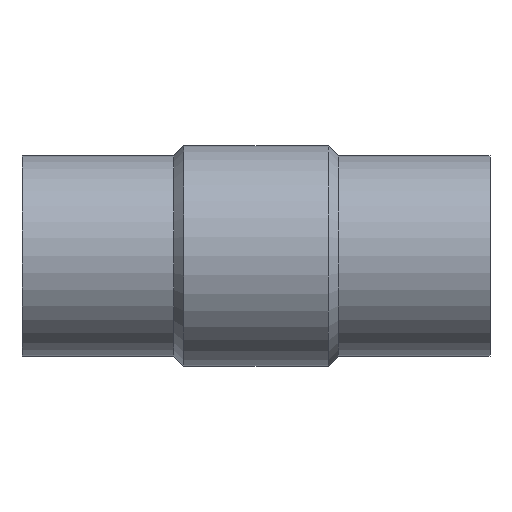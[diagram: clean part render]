
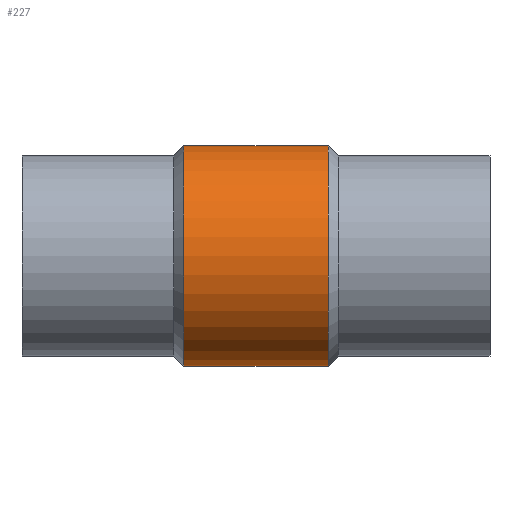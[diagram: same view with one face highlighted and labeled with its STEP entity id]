
A CAD part, top view. The second image highlights one B-rep face of the part: STEP entity #227.
In plain terms, the highlighted cylindrical face has radius 99 mm (diameter 198 mm), a full revolution.
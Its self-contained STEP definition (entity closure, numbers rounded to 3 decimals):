
#25=FACE_OUTER_BOUND('',#39,.T.);
#39=EDGE_LOOP('',(#158,#159,#160,#161,#162,#163,#164,#165,#166,#167,#168,
#169));
#58=B_SPLINE_CURVE_WITH_KNOTS('',3,(#438,#439,#440,#441),.UNSPECIFIED.,
 .F.,.F.,(4,4),(12.751,13.755),.UNSPECIFIED.);
#59=B_SPLINE_CURVE_WITH_KNOTS('',3,(#443,#444,#445,#446,#447,#448,#449,
#450,#451,#452,#453,#454,#455,#456,#457,#458,#459,#460,#461,#462,#463,#464,
#465,#466,#467,#468,#469,#470,#471,#472),.UNSPECIFIED.,.F.,.F.,(4,2,2,2,
2,2,2,2,2,2,2,2,2,2,4),(8.59,9.511,10.461,
11.411,12.364,13.317,14.269,15.222,
16.175,17.127,18.08,19.033,19.983,
20.933,21.854),.UNSPECIFIED.);
#60=B_SPLINE_CURVE_WITH_KNOTS('',3,(#474,#475,#476,#477),.UNSPECIFIED.,
 .F.,.F.,(4,4),(11.746,12.751),.UNSPECIFIED.);
#61=B_SPLINE_CURVE_WITH_KNOTS('',3,(#482,#483,#484,#485),.UNSPECIFIED.,
 .F.,.F.,(4,4),(12.751,13.755),.UNSPECIFIED.);
#62=B_SPLINE_CURVE_WITH_KNOTS('',3,(#487,#488,#489,#490,#491,#492,#493,
#494,#495,#496,#497,#498,#499,#500,#501,#502,#503,#504,#505,#506,#507,#508,
#509,#510,#511,#512,#513,#514,#515,#516,#517),.UNSPECIFIED.,.F.,.F.,(4,
2,2,2,2,2,2,3,2,2,2,2,2,2,4),(-6.632,-5.711,-4.761,
-3.811,-2.858,-1.905,-0.953,
0.,0.953,1.905,2.858,3.811,
4.761,5.711,6.632),.UNSPECIFIED.);
#63=B_SPLINE_CURVE_WITH_KNOTS('',3,(#518,#519,#520,#521),.UNSPECIFIED.,
 .F.,.F.,(4,4),(11.746,12.751),.UNSPECIFIED.);
#65=LINE('',#436,#76);
#66=LINE('',#479,#77);
#76=VECTOR('',#298,99.);
#77=VECTOR('',#299,99.);
#87=CIRCLE('',#263,99.);
#88=CIRCLE('',#264,99.);
#103=VERTEX_POINT('',#433);
#104=VERTEX_POINT('',#435);
#105=VERTEX_POINT('',#437);
#106=VERTEX_POINT('',#442);
#107=VERTEX_POINT('',#473);
#108=VERTEX_POINT('',#478);
#109=VERTEX_POINT('',#481);
#110=VERTEX_POINT('',#486);
#124=EDGE_CURVE('',#103,#103,#87,.T.);
#125=EDGE_CURVE('',#103,#104,#65,.T.);
#126=EDGE_CURVE('',#104,#105,#58,.T.);
#127=EDGE_CURVE('',#105,#106,#59,.T.);
#128=EDGE_CURVE('',#106,#107,#60,.T.);
#129=EDGE_CURVE('',#107,#108,#66,.T.);
#130=EDGE_CURVE('',#108,#108,#88,.T.);
#131=EDGE_CURVE('',#107,#109,#61,.T.);
#132=EDGE_CURVE('',#109,#110,#62,.T.);
#133=EDGE_CURVE('',#110,#104,#63,.T.);
#158=ORIENTED_EDGE('',*,*,#124,.F.);
#159=ORIENTED_EDGE('',*,*,#125,.T.);
#160=ORIENTED_EDGE('',*,*,#126,.T.);
#161=ORIENTED_EDGE('',*,*,#127,.T.);
#162=ORIENTED_EDGE('',*,*,#128,.T.);
#163=ORIENTED_EDGE('',*,*,#129,.T.);
#164=ORIENTED_EDGE('',*,*,#130,.T.);
#165=ORIENTED_EDGE('',*,*,#129,.F.);
#166=ORIENTED_EDGE('',*,*,#131,.T.);
#167=ORIENTED_EDGE('',*,*,#132,.T.);
#168=ORIENTED_EDGE('',*,*,#133,.T.);
#169=ORIENTED_EDGE('',*,*,#125,.F.);
#219=CYLINDRICAL_SURFACE('',#262,99.);
#227=ADVANCED_FACE('',(#25),#219,.T.);
#262=AXIS2_PLACEMENT_3D('',#432,#294,#295);
#263=AXIS2_PLACEMENT_3D('',#434,#296,#297);
#264=AXIS2_PLACEMENT_3D('',#480,#300,#301);
#294=DIRECTION('center_axis',(-1.,0.,0.));
#295=DIRECTION('ref_axis',(0.,0.,1.));
#296=DIRECTION('center_axis',(-1.,0.,0.));
#297=DIRECTION('ref_axis',(0.,0.,1.));
#298=DIRECTION('',(1.,0.,0.));
#299=DIRECTION('',(1.,0.,0.));
#300=DIRECTION('center_axis',(-1.,0.,0.));
#301=DIRECTION('ref_axis',(0.,0.,1.));
#432=CARTESIAN_POINT('Origin',(0.,0.,0.));
#433=CARTESIAN_POINT('',(-65.,0.,-99.));
#434=CARTESIAN_POINT('Origin',(-65.,0.,0.));
#435=CARTESIAN_POINT('',(-49.,0.,-99.));
#436=CARTESIAN_POINT('',(0.,0.,-99.));
#437=CARTESIAN_POINT('',(-48.492,-9.937,-98.5));
#438=CARTESIAN_POINT('Ctrl Pts',(-49.,0.,-99.));
#439=CARTESIAN_POINT('Ctrl Pts',(-49.,-3.348,-99.));
#440=CARTESIAN_POINT('Ctrl Pts',(-48.826,-6.666,-98.83));
#441=CARTESIAN_POINT('Ctrl Pts',(-48.492,-9.937,-98.5));
#442=CARTESIAN_POINT('',(48.492,-9.937,-98.5));
#443=CARTESIAN_POINT('Ctrl Pts',(-48.492,-9.937,-98.5));
#444=CARTESIAN_POINT('Ctrl Pts',(-47.852,-13.061,-98.185));
#445=CARTESIAN_POINT('Ctrl Pts',(-46.901,-16.149,-97.72));
#446=CARTESIAN_POINT('Ctrl Pts',(-44.395,-22.141,-96.542));
#447=CARTESIAN_POINT('Ctrl Pts',(-42.82,-25.042,-95.821));
#448=CARTESIAN_POINT('Ctrl Pts',(-39.205,-30.391,-94.261));
#449=CARTESIAN_POINT('Ctrl Pts',(-37.165,-32.838,-93.424));
#450=CARTESIAN_POINT('Ctrl Pts',(-32.832,-37.171,-91.786));
#451=CARTESIAN_POINT('Ctrl Pts',(-30.382,-39.212,-90.925));
#452=CARTESIAN_POINT('Ctrl Pts',(-25.035,-42.824,-89.281));
#453=CARTESIAN_POINT('Ctrl Pts',(-22.137,-44.396,-88.499));
#454=CARTESIAN_POINT('Ctrl Pts',(-16.063,-46.937,-87.178));
#455=CARTESIAN_POINT('Ctrl Pts',(-12.879,-47.908,-86.639));
#456=CARTESIAN_POINT('Ctrl Pts',(-6.436,-49.19,-85.918));
#457=CARTESIAN_POINT('Ctrl Pts',(-3.176,-49.5,-85.737));
#458=CARTESIAN_POINT('Ctrl Pts',(3.176,-49.5,-85.737));
#459=CARTESIAN_POINT('Ctrl Pts',(6.436,-49.19,-85.918));
#460=CARTESIAN_POINT('Ctrl Pts',(12.879,-47.908,-86.639));
#461=CARTESIAN_POINT('Ctrl Pts',(16.063,-46.937,-87.178));
#462=CARTESIAN_POINT('Ctrl Pts',(22.137,-44.396,-88.499));
#463=CARTESIAN_POINT('Ctrl Pts',(25.035,-42.824,-89.281));
#464=CARTESIAN_POINT('Ctrl Pts',(30.382,-39.212,-90.925));
#465=CARTESIAN_POINT('Ctrl Pts',(32.832,-37.171,-91.786));
#466=CARTESIAN_POINT('Ctrl Pts',(37.165,-32.838,-93.424));
#467=CARTESIAN_POINT('Ctrl Pts',(39.205,-30.391,-94.261));
#468=CARTESIAN_POINT('Ctrl Pts',(42.82,-25.042,-95.821));
#469=CARTESIAN_POINT('Ctrl Pts',(44.395,-22.141,-96.542));
#470=CARTESIAN_POINT('Ctrl Pts',(46.901,-16.149,-97.72));
#471=CARTESIAN_POINT('Ctrl Pts',(47.852,-13.061,-98.185));
#472=CARTESIAN_POINT('Ctrl Pts',(48.492,-9.937,-98.5));
#473=CARTESIAN_POINT('',(49.,0.,-99.));
#474=CARTESIAN_POINT('Ctrl Pts',(48.492,-9.937,-98.5));
#475=CARTESIAN_POINT('Ctrl Pts',(48.826,-6.666,-98.83));
#476=CARTESIAN_POINT('Ctrl Pts',(49.,-3.348,-99.));
#477=CARTESIAN_POINT('Ctrl Pts',(49.,0.,-99.));
#478=CARTESIAN_POINT('',(65.,0.,-99.));
#479=CARTESIAN_POINT('',(0.,0.,-99.));
#480=CARTESIAN_POINT('Origin',(65.,0.,0.));
#481=CARTESIAN_POINT('',(48.492,9.937,-98.5));
#482=CARTESIAN_POINT('Ctrl Pts',(49.,0.,-99.));
#483=CARTESIAN_POINT('Ctrl Pts',(49.,3.348,-99.));
#484=CARTESIAN_POINT('Ctrl Pts',(48.826,6.666,-98.83));
#485=CARTESIAN_POINT('Ctrl Pts',(48.492,9.937,-98.5));
#486=CARTESIAN_POINT('',(-48.492,9.937,-98.5));
#487=CARTESIAN_POINT('Ctrl Pts',(48.492,9.937,-98.5));
#488=CARTESIAN_POINT('Ctrl Pts',(47.852,13.061,-98.185));
#489=CARTESIAN_POINT('Ctrl Pts',(46.901,16.149,-97.72));
#490=CARTESIAN_POINT('Ctrl Pts',(44.395,22.141,-96.542));
#491=CARTESIAN_POINT('Ctrl Pts',(42.82,25.042,-95.821));
#492=CARTESIAN_POINT('Ctrl Pts',(39.205,30.391,-94.261));
#493=CARTESIAN_POINT('Ctrl Pts',(37.165,32.838,-93.424));
#494=CARTESIAN_POINT('Ctrl Pts',(32.832,37.171,-91.786));
#495=CARTESIAN_POINT('Ctrl Pts',(30.382,39.212,-90.925));
#496=CARTESIAN_POINT('Ctrl Pts',(25.035,42.824,-89.281));
#497=CARTESIAN_POINT('Ctrl Pts',(22.137,44.396,-88.499));
#498=CARTESIAN_POINT('Ctrl Pts',(16.063,46.937,-87.178));
#499=CARTESIAN_POINT('Ctrl Pts',(12.879,47.908,-86.639));
#500=CARTESIAN_POINT('Ctrl Pts',(6.436,49.19,-85.918));
#501=CARTESIAN_POINT('Ctrl Pts',(3.176,49.5,-85.737));
#502=CARTESIAN_POINT('Ctrl Pts',(0.,49.5,-85.737));
#503=CARTESIAN_POINT('Ctrl Pts',(-3.176,49.5,-85.737));
#504=CARTESIAN_POINT('Ctrl Pts',(-6.436,49.19,-85.918));
#505=CARTESIAN_POINT('Ctrl Pts',(-12.879,47.908,-86.639));
#506=CARTESIAN_POINT('Ctrl Pts',(-16.063,46.937,-87.178));
#507=CARTESIAN_POINT('Ctrl Pts',(-22.137,44.396,-88.499));
#508=CARTESIAN_POINT('Ctrl Pts',(-25.035,42.824,-89.281));
#509=CARTESIAN_POINT('Ctrl Pts',(-30.382,39.212,-90.925));
#510=CARTESIAN_POINT('Ctrl Pts',(-32.832,37.171,-91.786));
#511=CARTESIAN_POINT('Ctrl Pts',(-37.165,32.838,-93.424));
#512=CARTESIAN_POINT('Ctrl Pts',(-39.205,30.391,-94.261));
#513=CARTESIAN_POINT('Ctrl Pts',(-42.82,25.042,-95.821));
#514=CARTESIAN_POINT('Ctrl Pts',(-44.395,22.141,-96.542));
#515=CARTESIAN_POINT('Ctrl Pts',(-46.901,16.149,-97.72));
#516=CARTESIAN_POINT('Ctrl Pts',(-47.852,13.061,-98.185));
#517=CARTESIAN_POINT('Ctrl Pts',(-48.492,9.937,-98.5));
#518=CARTESIAN_POINT('Ctrl Pts',(-48.492,9.937,-98.5));
#519=CARTESIAN_POINT('Ctrl Pts',(-48.826,6.666,-98.83));
#520=CARTESIAN_POINT('Ctrl Pts',(-49.,3.348,-99.));
#521=CARTESIAN_POINT('Ctrl Pts',(-49.,0.,-99.));
